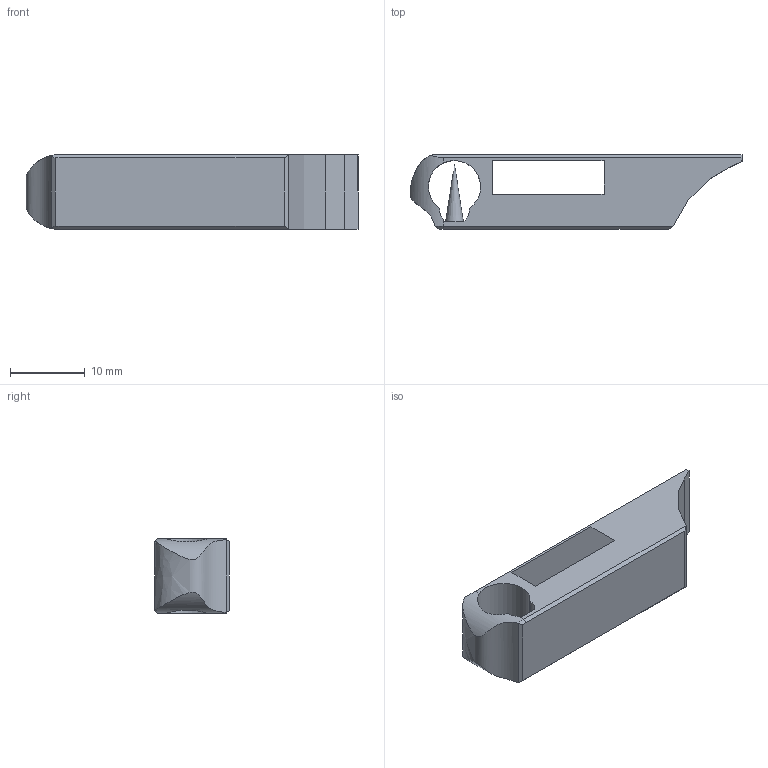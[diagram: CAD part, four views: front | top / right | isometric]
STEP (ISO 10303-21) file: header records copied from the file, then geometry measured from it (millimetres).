
FILE_DESCRIPTION(/* description */ (''),/* implementation_level */ '2;1');
FILE_NAME(/* name */ 'TempFloor_000_base v12.step',/* time_stamp */ '2018-04-05T22:53:16-05:00',/* author */ ('zoltanMEGRD'),/* organization */ (''),/* preprocessor_version */ 'ST-DEVELOPER v16.13',/* originating_system */ 'Autodesk Translation Framework v6.5.0.72',/* authorisation */ '');
FILE_SCHEMA (('AUTOMOTIVE_DESIGN { 1 0 10303 214 3 1 1 }'));
Length unit declared in the file: millimetre
Products named in the file (1): TempFloor_000_base
Bounding box: 44.49 x 10 x 10 mm (x, y, z)
Volume: 2289.1 mm3; surface area: 2279.4 mm2
Topology: 2 solids, 2 shells, 99 faces, 274 edges, 182 vertices
Faces by surface type: bspline 50, plane 39, cylinder 7, cone 3
Entity records: 3772 total; most frequent: CARTESIAN_POINT 1563, ORIENTED_EDGE 546, DIRECTION 275, EDGE_CURVE 273, VERTEX_POINT 182, LINE 143, VECTOR 143, B_SPLINE_CURVE_WITH_KNOTS 114
